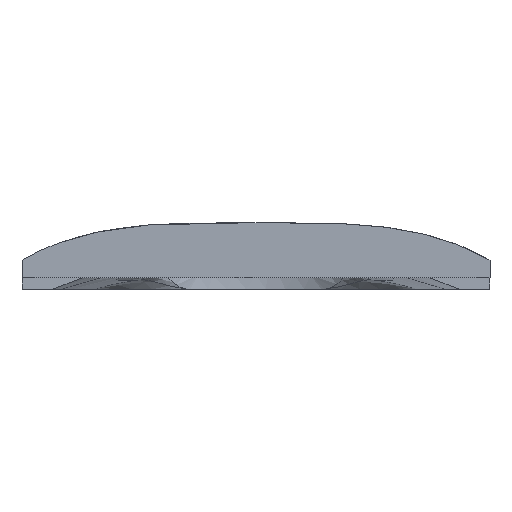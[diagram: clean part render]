
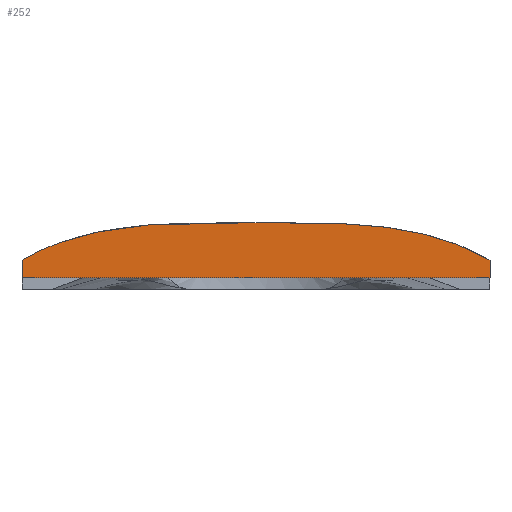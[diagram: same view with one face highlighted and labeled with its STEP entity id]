
A CAD part, left-side view. The second image highlights one B-rep face of the part: STEP entity #252.
In plain terms, the highlighted planar face has unit normal (-1, 0, 0).
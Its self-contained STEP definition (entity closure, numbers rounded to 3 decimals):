
#120=PLANE('',#939);
#131=FACE_OUTER_BOUND('',#334,.T.);
#177=LINE('',#14726,#213);
#178=LINE('',#14729,#214);
#179=LINE('',#14741,#215);
#213=VECTOR('',#1014,1.);
#214=VECTOR('',#1015,1.);
#215=VECTOR('',#1016,1.);
#252=ADVANCED_FACE('',(#131),#120,.F.);
#334=EDGE_LOOP('',(#404,#405,#406,#407,#408));
#404=ORIENTED_EDGE('',*,*,#754,.F.);
#405=ORIENTED_EDGE('',*,*,#755,.F.);
#406=ORIENTED_EDGE('',*,*,#756,.T.);
#407=ORIENTED_EDGE('',*,*,#752,.T.);
#408=ORIENTED_EDGE('',*,*,#757,.F.);
#662=VERTEX_POINT('',#1332);
#666=VERTEX_POINT('',#1356);
#668=VERTEX_POINT('',#14727);
#669=VERTEX_POINT('',#14728);
#670=VERTEX_POINT('',#14730);
#752=EDGE_CURVE('',#662,#666,#884,.T.);
#754=EDGE_CURVE('',#668,#669,#177,.T.);
#755=EDGE_CURVE('',#670,#668,#178,.T.);
#756=EDGE_CURVE('',#670,#662,#886,.T.);
#757=EDGE_CURVE('',#669,#666,#179,.T.);
#884=B_SPLINE_CURVE_WITH_KNOTS('',3,(#1357,#1358,#1359,#1360,#1361,#1362,
#1363,#1364,#1365,#1366),.UNSPECIFIED.,.F.,.F.,(4,2,2,2,4),(0.,0.25,0.5,
0.75,1.),.UNSPECIFIED.);
#886=B_SPLINE_CURVE_WITH_KNOTS('',3,(#14731,#14732,#14733,#14734,#14735,
#14736,#14737,#14738,#14739,#14740),.UNSPECIFIED.,.F.,.F.,(4,2,2,2,4),(0.,
0.25,0.5,0.75,1.),.UNSPECIFIED.);
#939=AXIS2_PLACEMENT_3D('',#14742,#1017,#1018);
#1014=DIRECTION('',(0.,1.,0.));
#1015=DIRECTION('',(0.,0.,-1.));
#1016=DIRECTION('',(0.,0.,1.));
#1017=DIRECTION('',(1.,0.,0.));
#1018=DIRECTION('',(0.,0.,-1.));
#1332=CARTESIAN_POINT('',(173.,0.,56.228));
#1356=CARTESIAN_POINT('',(173.,60.,46.63));
#1357=CARTESIAN_POINT('',(173.,0.,56.228));
#1358=CARTESIAN_POINT('',(173.,5.132,56.228));
#1359=CARTESIAN_POINT('',(173.,10.264,56.247));
#1360=CARTESIAN_POINT('',(173.,20.522,56.084));
#1361=CARTESIAN_POINT('',(173.,25.647,55.89));
#1362=CARTESIAN_POINT('',(173.,35.876,54.817));
#1363=CARTESIAN_POINT('',(173.,40.928,53.942));
#1364=CARTESIAN_POINT('',(173.,50.747,51.157));
#1365=CARTESIAN_POINT('',(173.,55.59,49.212));
#1366=CARTESIAN_POINT('',(173.,60.,46.63));
#14726=CARTESIAN_POINT('',(173.,0.,42.122));
#14727=CARTESIAN_POINT('',(173.,-60.,42.122));
#14728=CARTESIAN_POINT('',(173.,60.,42.122));
#14729=CARTESIAN_POINT('',(173.,-60.,-19.));
#14730=CARTESIAN_POINT('',(173.,-60.,46.63));
#14731=CARTESIAN_POINT('',(173.,-60.,46.63));
#14732=CARTESIAN_POINT('',(173.,-55.59,49.212));
#14733=CARTESIAN_POINT('',(173.,-50.747,51.157));
#14734=CARTESIAN_POINT('',(173.,-40.928,53.942));
#14735=CARTESIAN_POINT('',(173.,-35.876,54.817));
#14736=CARTESIAN_POINT('',(173.,-25.647,55.89));
#14737=CARTESIAN_POINT('',(173.,-20.522,56.084));
#14738=CARTESIAN_POINT('',(173.,-10.264,56.247));
#14739=CARTESIAN_POINT('',(173.,-5.132,56.228));
#14740=CARTESIAN_POINT('',(173.,0.,56.228));
#14741=CARTESIAN_POINT('',(173.,60.,-19.));
#14742=CARTESIAN_POINT('',(173.,60.5,39.876));
